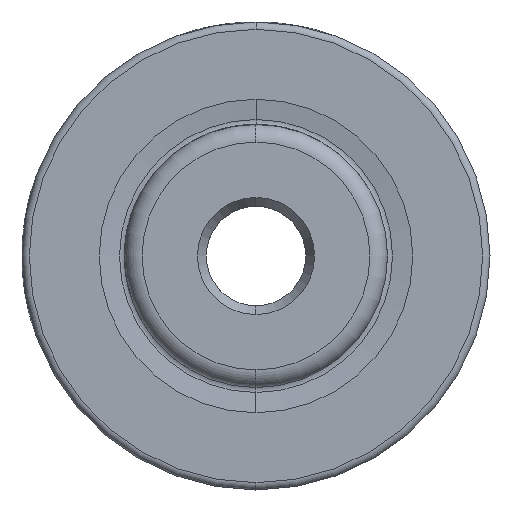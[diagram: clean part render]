
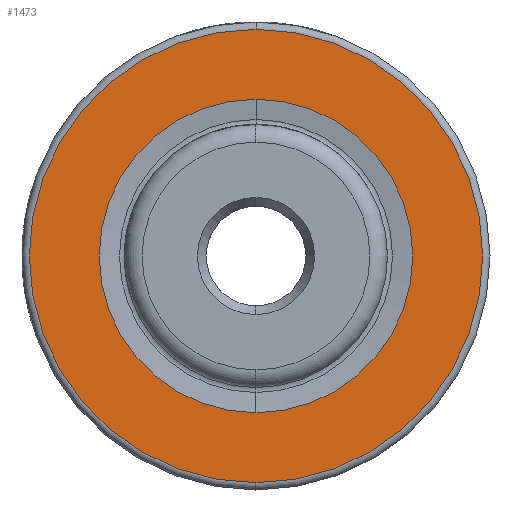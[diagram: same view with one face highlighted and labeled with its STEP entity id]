
A CAD part, left-side view. The second image highlights one B-rep face of the part: STEP entity #1473.
In plain terms, the highlighted planar face has unit normal (-1, 0, 0).
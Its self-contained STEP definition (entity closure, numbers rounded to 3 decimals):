
#62 = EDGE_LOOP ( 'NONE', ( #1015, #1030 ) ) ;
#304 = DIRECTION ( 'NONE',  ( -1., 0., 0. ) ) ;
#351 = ORIENTED_EDGE ( 'NONE', *, *, #1553, .T. ) ;
#533 = CIRCLE ( 'NONE', #1125, 10.715 ) ;
#720 = CARTESIAN_POINT ( 'NONE',  ( 0., 0., -15.5 ) ) ;
#726 = DIRECTION ( 'NONE',  ( 1., 0., 0. ) ) ;
#738 = CIRCLE ( 'NONE', #2759, 15.5 ) ;
#821 = CARTESIAN_POINT ( 'NONE',  ( 0., 0., 10.715 ) ) ;
#841 = CIRCLE ( 'NONE', #2900, 10.715 ) ;
#850 = CARTESIAN_POINT ( 'NONE',  ( 0., 0., 0. ) ) ;
#975 = EDGE_CURVE ( 'NONE', #3062, #1139, #841, .T. ) ;
#992 = EDGE_LOOP ( 'NONE', ( #351, #2343 ) ) ;
#1015 = ORIENTED_EDGE ( 'NONE', *, *, #975, .F. ) ;
#1030 = ORIENTED_EDGE ( 'NONE', *, *, #2349, .F. ) ;
#1082 = VERTEX_POINT ( 'NONE', #1250 ) ;
#1090 = DIRECTION ( 'NONE',  ( 0., 0., 1. ) ) ;
#1125 = AXIS2_PLACEMENT_3D ( 'NONE', #850, #2555, #1090 ) ;
#1131 = DIRECTION ( 'NONE',  ( -1., 0., 0. ) ) ;
#1139 = VERTEX_POINT ( 'NONE', #2940 ) ;
#1250 = CARTESIAN_POINT ( 'NONE',  ( 0., 0., 15.5 ) ) ;
#1415 = DIRECTION ( 'NONE',  ( -1., 0., 0. ) ) ;
#1473 = ADVANCED_FACE ( 'NONE', ( #2437, #2514 ), #2665, .F. ) ;
#1495 = AXIS2_PLACEMENT_3D ( 'NONE', #1694, #726, #2418 ) ;
#1553 = EDGE_CURVE ( 'NONE', #1082, #2587, #1563, .T. ) ;
#1563 = CIRCLE ( 'NONE', #2282, 15.5 ) ;
#1694 = CARTESIAN_POINT ( 'NONE',  ( 0., 10.715, 0. ) ) ;
#1766 = CARTESIAN_POINT ( 'NONE',  ( 0., 0., 0. ) ) ;
#2016 = DIRECTION ( 'NONE',  ( 0., 0., 1. ) ) ;
#2282 = AXIS2_PLACEMENT_3D ( 'NONE', #1766, #304, #2016 ) ;
#2343 = ORIENTED_EDGE ( 'NONE', *, *, #2445, .T. ) ;
#2349 = EDGE_CURVE ( 'NONE', #1139, #3062, #533, .T. ) ;
#2418 = DIRECTION ( 'NONE',  ( 0., 0., -1. ) ) ;
#2437 = FACE_BOUND ( 'NONE', #62, .T. ) ;
#2445 = EDGE_CURVE ( 'NONE', #2587, #1082, #738, .T. ) ;
#2514 = FACE_OUTER_BOUND ( 'NONE', #992, .T. ) ;
#2555 = DIRECTION ( 'NONE',  ( -1., 0., 0. ) ) ;
#2587 = VERTEX_POINT ( 'NONE', #720 ) ;
#2594 = CARTESIAN_POINT ( 'NONE',  ( 0., 0., 0. ) ) ;
#2665 = PLANE ( 'NONE',  #1495 ) ;
#2759 = AXIS2_PLACEMENT_3D ( 'NONE', #2594, #1131, #2827 ) ;
#2827 = DIRECTION ( 'NONE',  ( 0., 0., 1. ) ) ;
#2846 = CARTESIAN_POINT ( 'NONE',  ( 0., 0., 0. ) ) ;
#2900 = AXIS2_PLACEMENT_3D ( 'NONE', #2846, #1415, #3092 ) ;
#2940 = CARTESIAN_POINT ( 'NONE',  ( 0., 0., -10.715 ) ) ;
#3062 = VERTEX_POINT ( 'NONE', #821 ) ;
#3092 = DIRECTION ( 'NONE',  ( 0., 0., 1. ) ) ;
